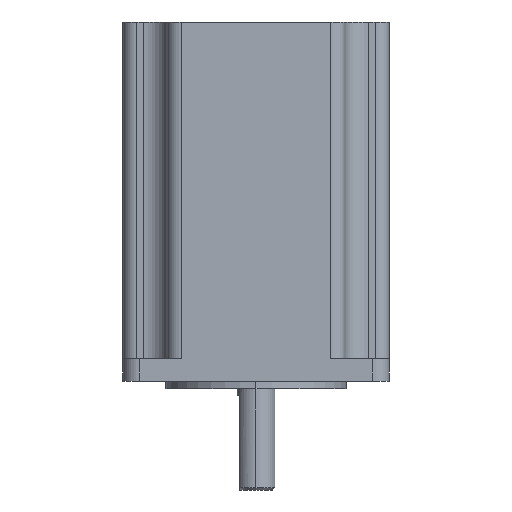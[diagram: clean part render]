
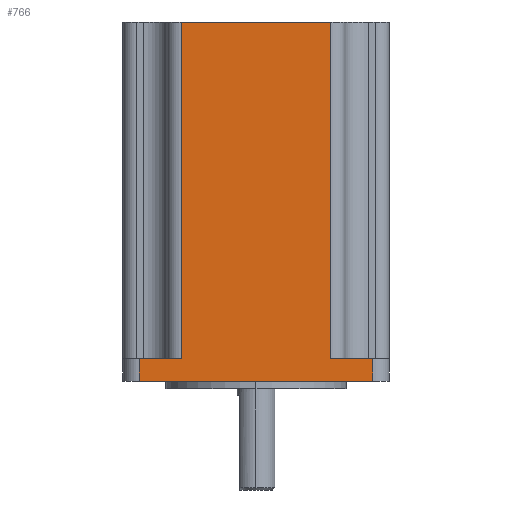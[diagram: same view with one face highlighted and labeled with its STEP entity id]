
A CAD part, left-side view. The second image highlights one B-rep face of the part: STEP entity #766.
In plain terms, the highlighted planar face has unit normal (-1, 0, 0).
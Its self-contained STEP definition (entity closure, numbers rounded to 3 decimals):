
#18 = LINE ( 'NONE', #1189, #1302 ) ;
#33 = LINE ( 'NONE', #1222, #1287 ) ;
#45 = LINE ( 'NONE', #287, #1259 ) ;
#50 = LINE ( 'NONE', #354, #1342 ) ;
#58 = LINE ( 'NONE', #361, #1327 ) ;
#80 = FACE_OUTER_BOUND ( 'NONE', #1492, .T. ) ;
#122 = ORIENTED_EDGE ( 'NONE', *, *, #773, .T. ) ;
#149 = LINE ( 'NONE', #1124, #1348 ) ;
#240 = DIRECTION ( 'NONE',  ( 0., 1., 0. ) ) ;
#242 = DIRECTION ( 'NONE',  ( 1., 0., 0. ) ) ;
#270 = CARTESIAN_POINT ( 'NONE',  ( -28.2, 28.2, 4.8 ) ) ;
#287 = CARTESIAN_POINT ( 'NONE',  ( -28.2, -24.7, 4.8 ) ) ;
#288 = DIRECTION ( 'NONE',  ( 0., 0., 1. ) ) ;
#352 = DIRECTION ( 'NONE',  ( 0., -1., 0. ) ) ;
#354 = CARTESIAN_POINT ( 'NONE',  ( -28.2, 28.2, 4.8 ) ) ;
#360 = DIRECTION ( 'NONE',  ( 0., -1., 0. ) ) ;
#361 = CARTESIAN_POINT ( 'NONE',  ( -28.2, 28.2, 4.8 ) ) ;
#411 = PLANE ( 'NONE',  #1051 ) ;
#421 = CARTESIAN_POINT ( 'NONE',  ( -28.2, 24.7, 4.8 ) ) ;
#422 = DIRECTION ( 'NONE',  ( 0., 0., -1. ) ) ;
#523 = CARTESIAN_POINT ( 'NONE',  ( -28.2, 15.8, 4.8 ) ) ;
#545 = CARTESIAN_POINT ( 'NONE',  ( -28.2, 24.7, 4.8 ) ) ;
#582 = CARTESIAN_POINT ( 'NONE',  ( -28.2, 28.2, 0. ) ) ;
#583 = DIRECTION ( 'NONE',  ( 0., -1., 0. ) ) ;
#672 = EDGE_CURVE ( 'NONE', #1640, #1628, #149, .T. ) ;
#691 = EDGE_CURVE ( 'NONE', #1641, #1640, #18, .T. ) ;
#703 = EDGE_CURVE ( 'NONE', #1641, #1559, #33, .T. ) ;
#722 = EDGE_CURVE ( 'NONE', #1626, #1629, #45, .T. ) ;
#744 = EDGE_CURVE ( 'NONE', #1571, #1559, #50, .T. ) ;
#753 = EDGE_CURVE ( 'NONE', #1628, #1629, #58, .T. ) ;
#766 = ADVANCED_FACE ( 'NONE', ( #80 ), #411, .F. ) ;
#773 = EDGE_CURVE ( 'NONE', #1571, #1627, #1361, .T. ) ;
#856 = EDGE_CURVE ( 'NONE', #1627, #1626, #1415, .T. ) ;
#868 = CARTESIAN_POINT ( 'NONE',  ( -28.2, -15.8, 76. ) ) ;
#915 = CARTESIAN_POINT ( 'NONE',  ( -28.2, -15.8, 4.8 ) ) ;
#917 = CARTESIAN_POINT ( 'NONE',  ( -28.2, 24.7, 0. ) ) ;
#920 = CARTESIAN_POINT ( 'NONE',  ( -28.2, -24.7, 4.8 ) ) ;
#929 = CARTESIAN_POINT ( 'NONE',  ( -28.2, -24.7, 0. ) ) ;
#941 = CARTESIAN_POINT ( 'NONE',  ( -28.2, 15.8, 76. ) ) ;
#974 = VECTOR ( 'NONE', #422, 1000. ) ;
#1051 = AXIS2_PLACEMENT_3D ( 'NONE', #270, #242, #240 ) ;
#1061 = VECTOR ( 'NONE', #583, 1000. ) ;
#1124 = CARTESIAN_POINT ( 'NONE',  ( -28.2, -15.8, 76. ) ) ;
#1125 = DIRECTION ( 'NONE',  ( 0., 0., -1. ) ) ;
#1189 = CARTESIAN_POINT ( 'NONE',  ( -28.2, 15.8, 76. ) ) ;
#1190 = DIRECTION ( 'NONE',  ( 0., -1., 0. ) ) ;
#1222 = CARTESIAN_POINT ( 'NONE',  ( -28.2, 15.8, 76. ) ) ;
#1223 = DIRECTION ( 'NONE',  ( 0., 0., -1. ) ) ;
#1259 = VECTOR ( 'NONE', #288, 1000. ) ;
#1287 = VECTOR ( 'NONE', #1223, 1000. ) ;
#1302 = VECTOR ( 'NONE', #1190, 1000. ) ;
#1327 = VECTOR ( 'NONE', #360, 1000. ) ;
#1342 = VECTOR ( 'NONE', #352, 1000. ) ;
#1348 = VECTOR ( 'NONE', #1125, 1000. ) ;
#1361 = LINE ( 'NONE', #421, #974 ) ;
#1415 = LINE ( 'NONE', #582, #1061 ) ;
#1458 = ORIENTED_EDGE ( 'NONE', *, *, #856, .T. ) ;
#1482 = ORIENTED_EDGE ( 'NONE', *, *, #703, .T. ) ;
#1484 = ORIENTED_EDGE ( 'NONE', *, *, #753, .F. ) ;
#1492 = EDGE_LOOP ( 'NONE', ( #1458, #1493, #1484, #1541, #1528, #1482, #1553, #122 ) ) ;
#1493 = ORIENTED_EDGE ( 'NONE', *, *, #722, .T. ) ;
#1528 = ORIENTED_EDGE ( 'NONE', *, *, #691, .F. ) ;
#1541 = ORIENTED_EDGE ( 'NONE', *, *, #672, .F. ) ;
#1553 = ORIENTED_EDGE ( 'NONE', *, *, #744, .F. ) ;
#1559 = VERTEX_POINT ( 'NONE', #523 ) ;
#1571 = VERTEX_POINT ( 'NONE', #545 ) ;
#1626 = VERTEX_POINT ( 'NONE', #929 ) ;
#1627 = VERTEX_POINT ( 'NONE', #917 ) ;
#1628 = VERTEX_POINT ( 'NONE', #915 ) ;
#1629 = VERTEX_POINT ( 'NONE', #920 ) ;
#1640 = VERTEX_POINT ( 'NONE', #868 ) ;
#1641 = VERTEX_POINT ( 'NONE', #941 ) ;
